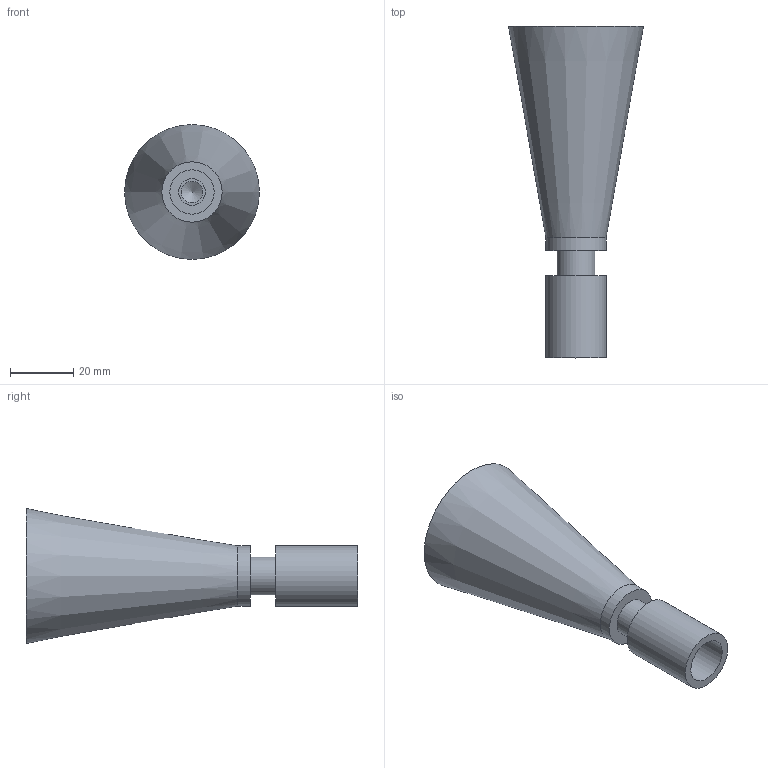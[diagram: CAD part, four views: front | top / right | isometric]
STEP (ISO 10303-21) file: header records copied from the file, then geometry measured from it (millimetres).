
FILE_DESCRIPTION(/* description */ (''),/* implementation_level */ '2;1');
FILE_NAME(/* name */ 'dropuot_aligment_tool_prawy_v2_poprawiony v2.step',/* time_stamp */ '2023-01-17T23:31:47+01:00',/* author */ (''),/* organization */ (''),/* preprocessor_version */ 'ST-DEVELOPER v19.2',/* originating_system */ 'Autodesk Translation Framework v11.17.0.187',/* authorisation */ '');
FILE_SCHEMA (('AUTOMOTIVE_DESIGN { 1 0 10303 214 3 1 1 }'));
Length unit declared in the file: millimetre
Products named in the file (3): dropuot_aligment_tool_prawy_v2_poprawiony; Komponent1; Komponent2
Assembly tree (2 placements, depth 2):
  dropuot_aligment_tool_prawy_v2_poprawiony
    Komponent1
    Komponent2
Bounding box: 42.68 x 105 x 42.68 mm (x, y, z)
Volume: 56054.7 mm3; surface area: 14526.6 mm2
Topology: 2 solids, 2 shells, 16 faces, 25 edges, 16 vertices
Faces by surface type: cylinder 7, plane 7, cone 2
Full cylindrical faces by diameter (mm): 6.779 x1, 8.4 x1, 11.989 x2, 14 x1, 19.05 x2
Entity records: 452 total; most frequent: DIRECTION 81, CARTESIAN_POINT 61, ORIENTED_EDGE 48, AXIS2_PLACEMENT_3D 36, EDGE_CURVE 24, EDGE_LOOP 22, FACE_OUTER_BOUND 16, VERTEX_POINT 16
